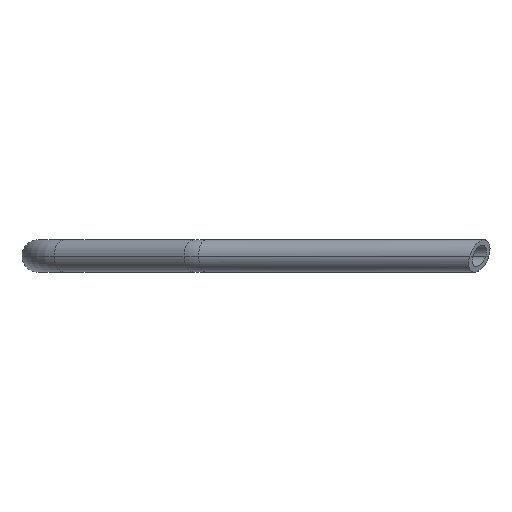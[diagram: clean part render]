
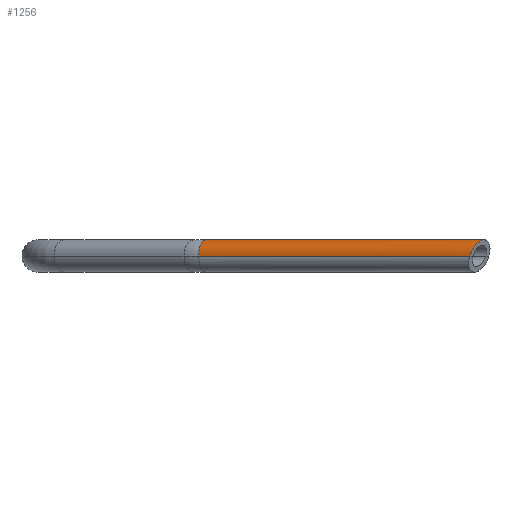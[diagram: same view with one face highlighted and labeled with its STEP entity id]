
A CAD part, left-side view. The second image highlights one B-rep face of the part: STEP entity #1256.
In plain terms, the highlighted cylindrical face has radius 9.525 mm (diameter 19.05 mm), a partial arc.
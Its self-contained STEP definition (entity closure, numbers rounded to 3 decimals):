
#39 = EDGE_LOOP ( 'NONE', ( #582, #1522, #77, #1225 ) ) ;
#71 = EDGE_CURVE ( 'NONE', #447, #856, #1126, .T. ) ;
#77 = ORIENTED_EDGE ( 'NONE', *, *, #1313, .F. ) ;
#93 = DIRECTION ( 'NONE',  ( -0.421, -0.907, 0. ) ) ;
#143 =( BOUNDED_CURVE ( )  B_SPLINE_CURVE ( 3, ( #632, #874, #1388, #754 ),
 .UNSPECIFIED., .F., .F. ) 
 B_SPLINE_CURVE_WITH_KNOTS ( ( 4, 4 ),
 ( 5.227, 8.368 ),
 .UNSPECIFIED. ) 
 CURVE ( )  GEOMETRIC_REPRESENTATION_ITEM ( )  RATIONAL_B_SPLINE_CURVE ( ( 1., 0.333, 0.333, 1. ) ) 
 REPRESENTATION_ITEM ( '' )  );
#169 = CARTESIAN_POINT ( 'NONE',  ( -200.401, -170.869, 0. ) ) ;
#197 = CARTESIAN_POINT ( 'NONE',  ( -124.648, -7.673, 0. ) ) ;
#391 = DIRECTION ( 'NONE',  ( -0.421, -0.907, 0. ) ) ;
#416 = AXIS2_PLACEMENT_3D ( 'NONE', #815, #1210, #1343 ) ;
#447 = VERTEX_POINT ( 'NONE', #1486 ) ;
#580 = VECTOR ( 'NONE', #1520, 1000. ) ;
#582 = ORIENTED_EDGE ( 'NONE', *, *, #739, .F. ) ;
#619 = CARTESIAN_POINT ( 'NONE',  ( -216.18, -159.617, 0. ) ) ;
#626 = CARTESIAN_POINT ( 'NONE',  ( -124.648, -7.673, 0. ) ) ;
#632 = CARTESIAN_POINT ( 'NONE',  ( -200.401, -170.869, 0. ) ) ;
#739 = EDGE_CURVE ( 'NONE', #447, #1166, #816, .T. ) ;
#754 = CARTESIAN_POINT ( 'NONE',  ( -216.18, -159.617, 0. ) ) ;
#815 = CARTESIAN_POINT ( 'NONE',  ( -133.287, -3.663, 0. ) ) ;
#816 = CIRCLE ( 'NONE', #416, 9.525 ) ;
#856 = VERTEX_POINT ( 'NONE', #619 ) ;
#874 = CARTESIAN_POINT ( 'NONE',  ( -203.057, -176.591, 19.05 ) ) ;
#897 = DIRECTION ( 'NONE',  ( 0.907, -0.421, 0. ) ) ;
#903 = LINE ( 'NONE', #626, #580 ) ;
#1046 = VERTEX_POINT ( 'NONE', #169 ) ;
#1121 = CYLINDRICAL_SURFACE ( 'NONE', #1241, 9.525 ) ;
#1126 = LINE ( 'NONE', #1217, #1340 ) ;
#1144 = CARTESIAN_POINT ( 'NONE',  ( -133.287, -3.663, 0. ) ) ;
#1166 = VERTEX_POINT ( 'NONE', #197 ) ;
#1210 = DIRECTION ( 'NONE',  ( 0.421, 0.907, 0. ) ) ;
#1213 = EDGE_CURVE ( 'NONE', #1166, #1046, #903, .T. ) ;
#1217 = CARTESIAN_POINT ( 'NONE',  ( -141.927, 0.348, 0. ) ) ;
#1225 = ORIENTED_EDGE ( 'NONE', *, *, #1213, .F. ) ;
#1241 = AXIS2_PLACEMENT_3D ( 'NONE', #1144, #391, #897 ) ;
#1256 = ADVANCED_FACE ( 'NONE', ( #1278 ), #1121, .T. ) ;
#1278 = FACE_OUTER_BOUND ( 'NONE', #39, .T. ) ;
#1313 = EDGE_CURVE ( 'NONE', #1046, #856, #143, .T. ) ;
#1340 = VECTOR ( 'NONE', #93, 1000. ) ;
#1343 = DIRECTION ( 'NONE',  ( -0.907, 0.421, 0. ) ) ;
#1388 = CARTESIAN_POINT ( 'NONE',  ( -218.836, -165.338, 19.05 ) ) ;
#1486 = CARTESIAN_POINT ( 'NONE',  ( -141.927, 0.348, 0. ) ) ;
#1520 = DIRECTION ( 'NONE',  ( -0.421, -0.907, 0. ) ) ;
#1522 = ORIENTED_EDGE ( 'NONE', *, *, #71, .T. ) ;
